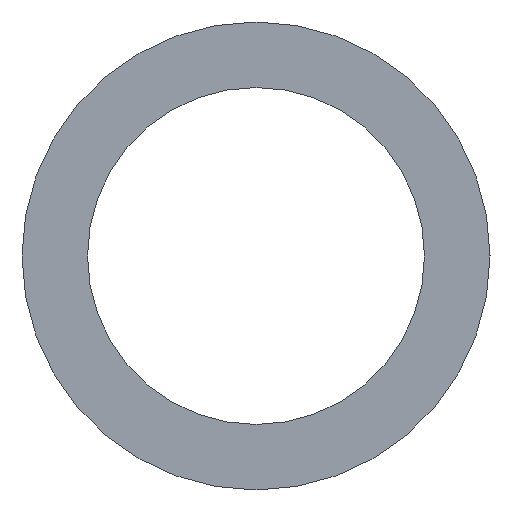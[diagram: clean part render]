
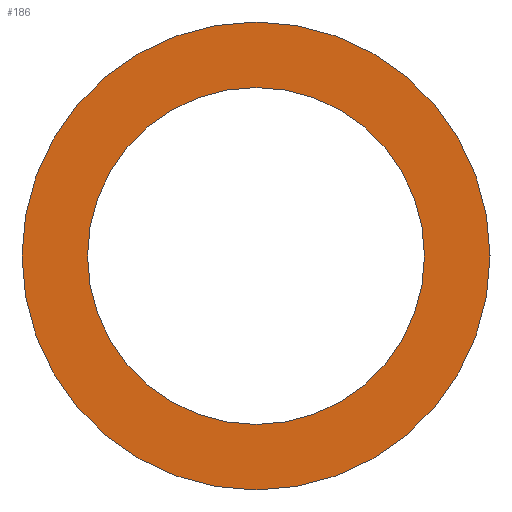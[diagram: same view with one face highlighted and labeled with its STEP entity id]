
A CAD part, left-side view. The second image highlights one B-rep face of the part: STEP entity #186.
In plain terms, the highlighted planar face has unit normal (-1, 0, 0).
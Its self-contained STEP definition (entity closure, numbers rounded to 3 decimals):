
#3 = DIRECTION ( 'NONE',  ( 1., 0., 0. ) ) ;
#14 = CIRCLE ( 'NONE', #59, 2.5 ) ;
#17 = CARTESIAN_POINT ( 'NONE',  ( -8.25, 0., 0. ) ) ;
#20 = AXIS2_PLACEMENT_3D ( 'NONE', #17, #109, #213 ) ;
#33 = DIRECTION ( 'NONE',  ( 1., 0., 0. ) ) ;
#34 = CARTESIAN_POINT ( 'NONE',  ( -8.25, 0., -2.5 ) ) ;
#35 = CARTESIAN_POINT ( 'NONE',  ( -8.25, 0., 0. ) ) ;
#36 = FACE_OUTER_BOUND ( 'NONE', #170, .T. ) ;
#49 = DIRECTION ( 'NONE',  ( 1., 0., 0. ) ) ;
#51 = FACE_BOUND ( 'NONE', #90, .T. ) ;
#52 = AXIS2_PLACEMENT_3D ( 'NONE', #178, #85, #194 ) ;
#53 = VERTEX_POINT ( 'NONE', #145 ) ;
#57 = CARTESIAN_POINT ( 'NONE',  ( -8.25, 0., 2.5 ) ) ;
#59 = AXIS2_PLACEMENT_3D ( 'NONE', #135, #49, #101 ) ;
#62 = CARTESIAN_POINT ( 'NONE',  ( -8.25, 0., -1.8 ) ) ;
#66 = EDGE_CURVE ( 'NONE', #190, #53, #202, .T. ) ;
#85 = DIRECTION ( 'NONE',  ( 1., 0., 0. ) ) ;
#88 = CIRCLE ( 'NONE', #20, 1.8 ) ;
#90 = EDGE_LOOP ( 'NONE', ( #112, #121 ) ) ;
#91 = EDGE_CURVE ( 'NONE', #53, #190, #88, .T. ) ;
#99 = CARTESIAN_POINT ( 'NONE',  ( -8.25, 0., 0. ) ) ;
#101 = DIRECTION ( 'NONE',  ( 0., 0., -1. ) ) ;
#104 = ORIENTED_EDGE ( 'NONE', *, *, #188, .F. ) ;
#106 = CIRCLE ( 'NONE', #173, 2.5 ) ;
#109 = DIRECTION ( 'NONE',  ( 1., 0., 0. ) ) ;
#112 = ORIENTED_EDGE ( 'NONE', *, *, #91, .T. ) ;
#118 = PLANE ( 'NONE',  #52 ) ;
#121 = ORIENTED_EDGE ( 'NONE', *, *, #66, .T. ) ;
#133 = VERTEX_POINT ( 'NONE', #34 ) ;
#135 = CARTESIAN_POINT ( 'NONE',  ( -8.25, 0., 0. ) ) ;
#138 = VERTEX_POINT ( 'NONE', #57 ) ;
#145 = CARTESIAN_POINT ( 'NONE',  ( -8.25, 0., 1.8 ) ) ;
#151 = ORIENTED_EDGE ( 'NONE', *, *, #195, .F. ) ;
#168 = AXIS2_PLACEMENT_3D ( 'NONE', #35, #33, #177 ) ;
#170 = EDGE_LOOP ( 'NONE', ( #104, #151 ) ) ;
#173 = AXIS2_PLACEMENT_3D ( 'NONE', #99, #3, #179 ) ;
#177 = DIRECTION ( 'NONE',  ( 0., 0., -1. ) ) ;
#178 = CARTESIAN_POINT ( 'NONE',  ( -8.25, 0., 0. ) ) ;
#179 = DIRECTION ( 'NONE',  ( 0., 0., -1. ) ) ;
#186 = ADVANCED_FACE ( 'NONE', ( #36, #51 ), #118, .F. ) ;
#188 = EDGE_CURVE ( 'NONE', #138, #133, #106, .T. ) ;
#190 = VERTEX_POINT ( 'NONE', #62 ) ;
#194 = DIRECTION ( 'NONE',  ( 0., 0., -1. ) ) ;
#195 = EDGE_CURVE ( 'NONE', #133, #138, #14, .T. ) ;
#202 = CIRCLE ( 'NONE', #168, 1.8 ) ;
#213 = DIRECTION ( 'NONE',  ( 0., 0., -1. ) ) ;
